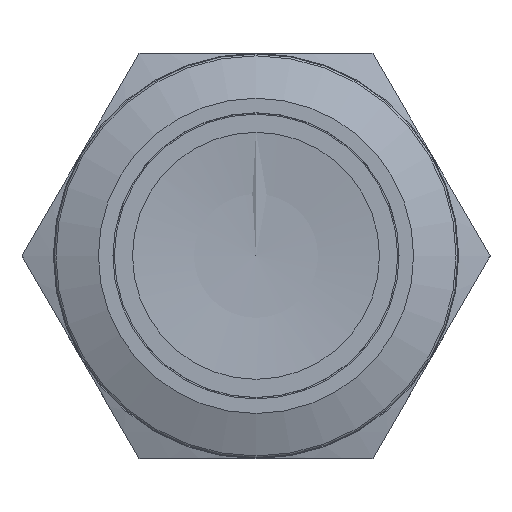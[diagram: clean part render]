
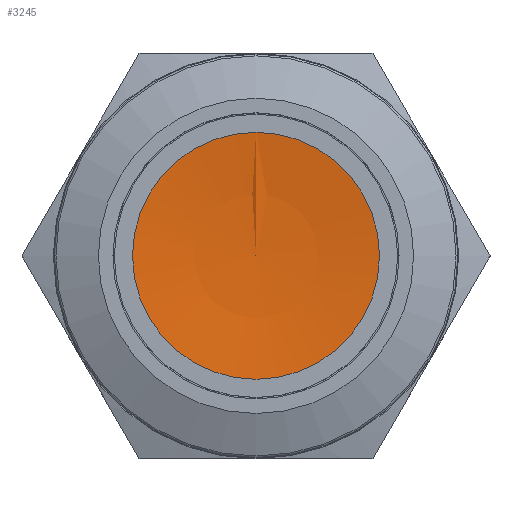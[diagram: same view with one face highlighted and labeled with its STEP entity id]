
A CAD part, top view. The second image highlights one B-rep face of the part: STEP entity #3245.
In plain terms, the highlighted spherical face has radius 72.5 mm.
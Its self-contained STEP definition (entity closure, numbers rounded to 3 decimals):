
#488=SPHERICAL_SURFACE('',#48005,72.5);
#3245=ADVANCED_FACE('',(#7451),#488,.F.);
#7451=FACE_OUTER_BOUND('',#9957,.T.);
#9957=EDGE_LOOP('',(#21795));
#11032=CIRCLE('',#47990,8.5);
#21795=ORIENTED_EDGE('',*,*,#33518,.T.);
#27462=VERTEX_POINT('',#73895);
#33518=EDGE_CURVE('',#27462,#27462,#11032,.T.);
#47990=AXIS2_PLACEMENT_3D('',#73894,#58337,#58338);
#48005=AXIS2_PLACEMENT_3D('',#73917,#58367,#58368);
#58337=DIRECTION('',(0.,0.,1.));
#58338=DIRECTION('',(0.,-1.,0.));
#58367=DIRECTION('',(0.,0.,1.));
#58368=DIRECTION('',(0.,1.,0.));
#73894=CARTESIAN_POINT('',(0.,0.,
23.8));
#73895=CARTESIAN_POINT('',(0.,-8.5,23.8));
#73917=CARTESIAN_POINT('',(0.,0.,
95.8));
